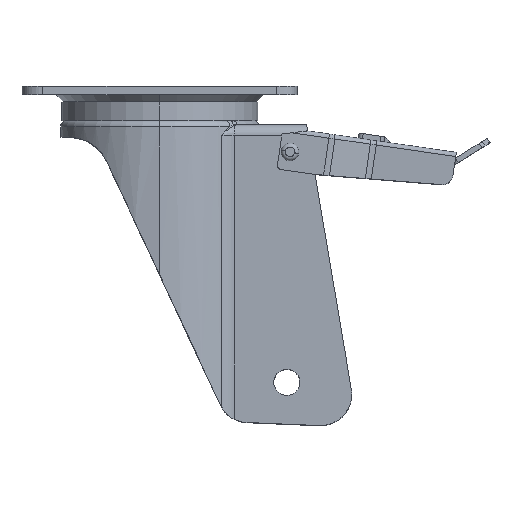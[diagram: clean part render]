
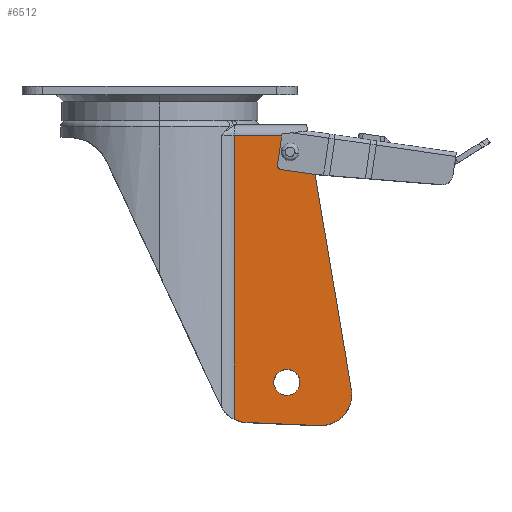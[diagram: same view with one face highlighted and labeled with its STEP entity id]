
A CAD part, top view. The second image highlights one B-rep face of the part: STEP entity #6512.
In plain terms, the highlighted planar face has unit normal (0, 0, 1).
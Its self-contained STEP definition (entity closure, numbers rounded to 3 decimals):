
#156 = DIRECTION ( 'NONE',  ( 1., 0., 0. ) ) ;
#359 = VERTEX_POINT ( 'NONE', #4139 ) ;
#708 = ORIENTED_EDGE ( 'NONE', *, *, #1742, .T. ) ;
#957 = CARTESIAN_POINT ( 'NONE',  ( 40.158, 63.954, 35. ) ) ;
#1081 = AXIS2_PLACEMENT_3D ( 'NONE', #3642, #7032, #3592 ) ;
#1091 = VECTOR ( 'NONE', #7367, 1000. ) ;
#1362 = CARTESIAN_POINT ( 'NONE',  ( 12.237, -63.826, 35. ) ) ;
#1422 = ORIENTED_EDGE ( 'NONE', *, *, #8932, .F. ) ;
#1453 = EDGE_LOOP ( 'NONE', ( #1542, #6987, #7918, #708, #8572, #2791, #8953 ) ) ;
#1542 = ORIENTED_EDGE ( 'NONE', *, *, #2418, .T. ) ;
#1551 = DIRECTION ( 'NONE',  ( 0., 0., -1. ) ) ;
#1554 = DIRECTION ( 'NONE',  ( 0., 0., 1. ) ) ;
#1558 = DIRECTION ( 'NONE',  ( -1., 0., 0. ) ) ;
#1588 = CARTESIAN_POINT ( 'NONE',  ( 61.572, -62.781, 35. ) ) ;
#1736 = AXIS2_PLACEMENT_3D ( 'NONE', #6517, #1551, #8173 ) ;
#1742 = EDGE_CURVE ( 'NONE', #5460, #9007, #2148, .T. ) ;
#1743 = CIRCLE ( 'NONE', #5890, 15. ) ;
#2148 = CIRCLE ( 'NONE', #3874, 15. ) ;
#2154 = EDGE_CURVE ( 'NONE', #4951, #10661, #9561, .T. ) ;
#2279 = DIRECTION ( 'NONE',  ( 0., 0., 1. ) ) ;
#2418 = EDGE_CURVE ( 'NONE', #7628, #359, #9993, .T. ) ;
#2435 = DIRECTION ( 'NONE',  ( 0., 0., 1. ) ) ;
#2488 = CARTESIAN_POINT ( 'NONE',  ( 46.782, -65.28, 35. ) ) ;
#2769 = CARTESIAN_POINT ( 'NONE',  ( 41.003, 58.954, 35. ) ) ;
#2791 = ORIENTED_EDGE ( 'NONE', *, *, #9120, .T. ) ;
#3053 = CARTESIAN_POINT ( 'NONE',  ( 32.158, 50.954, 35. ) ) ;
#3409 = CARTESIAN_POINT ( 'NONE',  ( 24.408, -59.546, 35. ) ) ;
#3452 = AXIS2_PLACEMENT_3D ( 'NONE', #2488, #2435, #6425 ) ;
#3485 = CARTESIAN_POINT ( 'NONE',  ( 5.453, 63.954, 35. ) ) ;
#3592 = DIRECTION ( 'NONE',  ( 1., 0., 0. ) ) ;
#3597 = CARTESIAN_POINT ( 'NONE',  ( 61.782, -65.28, 35. ) ) ;
#3642 = CARTESIAN_POINT ( 'NONE',  ( 32.158, 50.954, 35. ) ) ;
#3874 = AXIS2_PLACEMENT_3D ( 'NONE', #9751, #8228, #1558 ) ;
#4037 = FACE_OUTER_BOUND ( 'NONE', #1453, .T. ) ;
#4074 = VECTOR ( 'NONE', #9182, 1000. ) ;
#4115 = CIRCLE ( 'NONE', #3452, 15. ) ;
#4139 = CARTESIAN_POINT ( 'NONE',  ( 5.453, -77.204, 35. ) ) ;
#4374 = CARTESIAN_POINT ( 'NONE',  ( 30.658, -59.546, 35. ) ) ;
#4514 = VECTOR ( 'NONE', #5967, 1000. ) ;
#4535 = ORIENTED_EDGE ( 'NONE', *, *, #7229, .F. ) ;
#4612 = VECTOR ( 'NONE', #9045, 1000. ) ;
#4647 = DIRECTION ( 'NONE',  ( -1., 0., 0. ) ) ;
#4686 = AXIS2_PLACEMENT_3D ( 'NONE', #4374, #5067, #156 ) ;
#4718 = VERTEX_POINT ( 'NONE', #5143 ) ;
#4786 = FACE_BOUND ( 'NONE', #8311, .T. ) ;
#4793 = CARTESIAN_POINT ( 'NONE',  ( -30.342, -77.046, 35. ) ) ;
#4857 = EDGE_CURVE ( 'NONE', #4718, #6028, #10188, .T. ) ;
#4951 = VERTEX_POINT ( 'NONE', #4953 ) ;
#4953 = CARTESIAN_POINT ( 'NONE',  ( 36.908, -59.546, 35. ) ) ;
#4960 = DIRECTION ( 'NONE',  ( 1., 0., 0. ) ) ;
#4984 = EDGE_CURVE ( 'NONE', #359, #6340, #1743, .T. ) ;
#5067 = DIRECTION ( 'NONE',  ( 0., 0., 1. ) ) ;
#5143 = CARTESIAN_POINT ( 'NONE',  ( 29.658, 50.954, 35. ) ) ;
#5163 = DIRECTION ( 'NONE',  ( 0., 0., 1. ) ) ;
#5169 = ORIENTED_EDGE ( 'NONE', *, *, #2154, .F. ) ;
#5334 = CARTESIAN_POINT ( 'NONE',  ( 34.658, 50.954, 35. ) ) ;
#5460 = VERTEX_POINT ( 'NONE', #5742 ) ;
#5742 = CARTESIAN_POINT ( 'NONE',  ( 46.151, -80.267, 35. ) ) ;
#5890 = AXIS2_PLACEMENT_3D ( 'NONE', #1362, #1554, #4647 ) ;
#5955 = EDGE_LOOP ( 'NONE', ( #1422, #6974 ) ) ;
#5967 = DIRECTION ( 'NONE',  ( -0.167, 0.986, 0. ) ) ;
#6007 = CARTESIAN_POINT ( 'NONE',  ( 5.453, 58.954, 35. ) ) ;
#6028 = VERTEX_POINT ( 'NONE', #5334 ) ;
#6227 = DIRECTION ( 'NONE',  ( 1., 0., 0. ) ) ;
#6340 = VERTEX_POINT ( 'NONE', #8739 ) ;
#6425 = DIRECTION ( 'NONE',  ( -1., 0., 0. ) ) ;
#6512 = ADVANCED_FACE ( 'NONE', ( #8980, #4786, #4037 ), #8115, .F. ) ;
#6517 = CARTESIAN_POINT ( 'NONE',  ( -30.342, 63.954, 35. ) ) ;
#6752 = VERTEX_POINT ( 'NONE', #1588 ) ;
#6879 = LINE ( 'NONE', #957, #4514 ) ;
#6974 = ORIENTED_EDGE ( 'NONE', *, *, #4857, .F. ) ;
#6987 = ORIENTED_EDGE ( 'NONE', *, *, #4984, .T. ) ;
#7032 = DIRECTION ( 'NONE',  ( 0., 0., 1. ) ) ;
#7229 = EDGE_CURVE ( 'NONE', #10661, #4951, #9505, .T. ) ;
#7367 = DIRECTION ( 'NONE',  ( -1., 0., 0. ) ) ;
#7384 = CARTESIAN_POINT ( 'NONE',  ( 30.658, -59.546, 35. ) ) ;
#7605 = EDGE_CURVE ( 'NONE', #9007, #6752, #4115, .T. ) ;
#7628 = VERTEX_POINT ( 'NONE', #6007 ) ;
#7694 = VERTEX_POINT ( 'NONE', #2769 ) ;
#7918 = ORIENTED_EDGE ( 'NONE', *, *, #10507, .T. ) ;
#8095 = AXIS2_PLACEMENT_3D ( 'NONE', #3053, #2279, #6227 ) ;
#8108 = LINE ( 'NONE', #8975, #1091 ) ;
#8115 = PLANE ( 'NONE',  #1736 ) ;
#8127 = LINE ( 'NONE', #4793, #4612 ) ;
#8173 = DIRECTION ( 'NONE',  ( -1., 0., 0. ) ) ;
#8228 = DIRECTION ( 'NONE',  ( 0., 0., 1. ) ) ;
#8311 = EDGE_LOOP ( 'NONE', ( #5169, #4535 ) ) ;
#8572 = ORIENTED_EDGE ( 'NONE', *, *, #7605, .T. ) ;
#8739 = CARTESIAN_POINT ( 'NONE',  ( 11.606, -78.812, 35. ) ) ;
#8865 = AXIS2_PLACEMENT_3D ( 'NONE', #7384, #5163, #4960 ) ;
#8932 = EDGE_CURVE ( 'NONE', #6028, #4718, #10003, .T. ) ;
#8953 = ORIENTED_EDGE ( 'NONE', *, *, #9570, .T. ) ;
#8975 = CARTESIAN_POINT ( 'NONE',  ( 5.453, 58.954, 35. ) ) ;
#8980 = FACE_BOUND ( 'NONE', #5955, .T. ) ;
#9007 = VERTEX_POINT ( 'NONE', #3597 ) ;
#9045 = DIRECTION ( 'NONE',  ( 0.999, -0.042, 0. ) ) ;
#9120 = EDGE_CURVE ( 'NONE', #6752, #7694, #6879, .T. ) ;
#9182 = DIRECTION ( 'NONE',  ( 0., -1., 0. ) ) ;
#9505 = CIRCLE ( 'NONE', #4686, 6.25 ) ;
#9561 = CIRCLE ( 'NONE', #8865, 6.25 ) ;
#9570 = EDGE_CURVE ( 'NONE', #7694, #7628, #8108, .T. ) ;
#9751 = CARTESIAN_POINT ( 'NONE',  ( 46.782, -65.28, 35. ) ) ;
#9993 = LINE ( 'NONE', #3485, #4074 ) ;
#10003 = CIRCLE ( 'NONE', #8095, 2.5 ) ;
#10188 = CIRCLE ( 'NONE', #1081, 2.5 ) ;
#10507 = EDGE_CURVE ( 'NONE', #6340, #5460, #8127, .T. ) ;
#10661 = VERTEX_POINT ( 'NONE', #3409 ) ;
